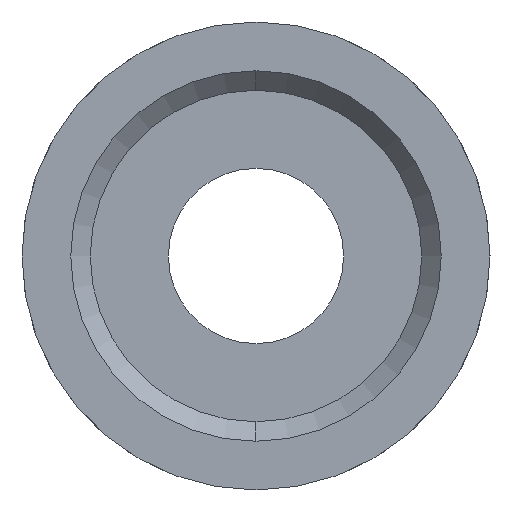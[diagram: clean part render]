
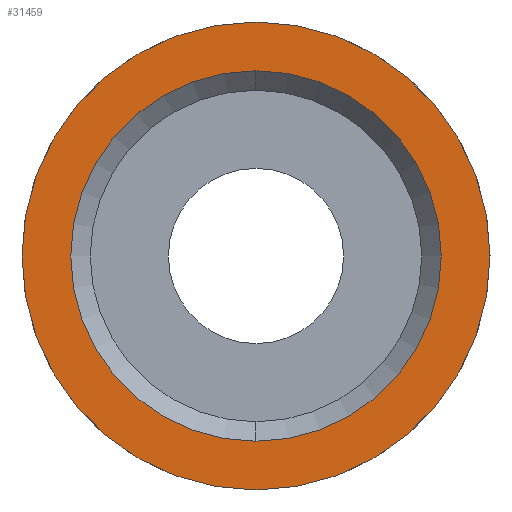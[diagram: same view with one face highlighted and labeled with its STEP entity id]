
A CAD part, front view. The second image highlights one B-rep face of the part: STEP entity #31459.
In plain terms, the highlighted planar face has unit normal (0, -1, 0).
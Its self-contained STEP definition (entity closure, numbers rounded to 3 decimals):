
#16=CARTESIAN_POINT('',(0.,-55.3,0.));
#17=DIRECTION('',(0.,1.,0.));
#18=DIRECTION('',(0.,0.,1.));
#19=AXIS2_PLACEMENT_3D('',#16,#17,#18);
#25=CARTESIAN_POINT('',(0.,-55.3,0.));
#26=DIRECTION('',(0.,1.,0.));
#27=DIRECTION('',(0.,0.,-1.));
#28=AXIS2_PLACEMENT_3D('',#25,#26,#27);
#33=CARTESIAN_POINT('',(0.,-55.3,0.));
#34=DIRECTION('',(0.,-1.,0.));
#35=DIRECTION('',(0.,0.,1.));
#36=AXIS2_PLACEMENT_3D('',#33,#34,#35);
#41=CARTESIAN_POINT('',(0.,-55.3,0.));
#42=DIRECTION('',(0.,-1.,0.));
#43=DIRECTION('',(1.,0.,0.));
#44=AXIS2_PLACEMENT_3D('',#41,#42,#43);
#49=CARTESIAN_POINT('',(0.,-55.3,0.));
#50=DIRECTION('',(0.,-1.,0.));
#51=DIRECTION('',(0.,0.,-1.));
#52=AXIS2_PLACEMENT_3D('',#49,#50,#51);
#57=CARTESIAN_POINT('',(0.,-55.3,0.));
#58=DIRECTION('',(0.,-1.,0.));
#59=DIRECTION('',(-1.,0.,0.));
#60=AXIS2_PLACEMENT_3D('',#57,#58,#59);
#28984=CARTESIAN_POINT('',(18.,-55.3,0.));
#28986=VERTEX_POINT('',#28984);
#28988=CARTESIAN_POINT('',(-18.,-55.3,0.));
#28990=VERTEX_POINT('',#28988);
#28992=CARTESIAN_POINT('',(0.,-55.3,-18.));
#28993=VERTEX_POINT('',#28992);
#28994=CARTESIAN_POINT('',(0.,-55.3,18.));
#28995=VERTEX_POINT('',#28994);
#28997=CARTESIAN_POINT('',(0.,-55.3,14.25));
#28999=VERTEX_POINT('',#28997);
#29001=CARTESIAN_POINT('',(0.,-55.3,-14.25));
#29003=VERTEX_POINT('',#29001);
#31438=CARTESIAN_POINT('',(0.,-55.3,0.));
#31439=DIRECTION('',(0.,1.,0.));
#31440=DIRECTION('',(1.,0.,0.));
#31441=AXIS2_PLACEMENT_3D('',#31438,#31439,#31440);
#31442=PLANE('',#31441);
#31444=ORIENTED_EDGE('',*,*,#31443,.F.);
#31446=ORIENTED_EDGE('',*,*,#31445,.F.);
#31448=ORIENTED_EDGE('',*,*,#31447,.F.);
#31450=ORIENTED_EDGE('',*,*,#31449,.F.);
#31451=EDGE_LOOP('',(#31444,#31446,#31448,#31450));
#31452=FACE_OUTER_BOUND('',#31451,.F.);
#31454=ORIENTED_EDGE('',*,*,#31453,.F.);
#31456=ORIENTED_EDGE('',*,*,#31455,.F.);
#31457=EDGE_LOOP('',(#31454,#31456));
#31458=FACE_BOUND('',#31457,.F.);
#31459=ADVANCED_FACE('',(#31452,#31458),#31442,.F.);
#20=CIRCLE('',#19,14.25);
#29=CIRCLE('',#28,14.25);
#37=CIRCLE('',#36,18.);
#45=CIRCLE('',#44,18.);
#53=CIRCLE('',#52,18.);
#61=CIRCLE('',#60,18.);
#31443=EDGE_CURVE('',#28995,#28990,#37,.T.);
#31445=EDGE_CURVE('',#28986,#28995,#45,.T.);
#31447=EDGE_CURVE('',#28993,#28986,#53,.T.);
#31449=EDGE_CURVE('',#28990,#28993,#61,.T.);
#31453=EDGE_CURVE('',#28999,#29003,#20,.T.);
#31455=EDGE_CURVE('',#29003,#28999,#29,.T.);
